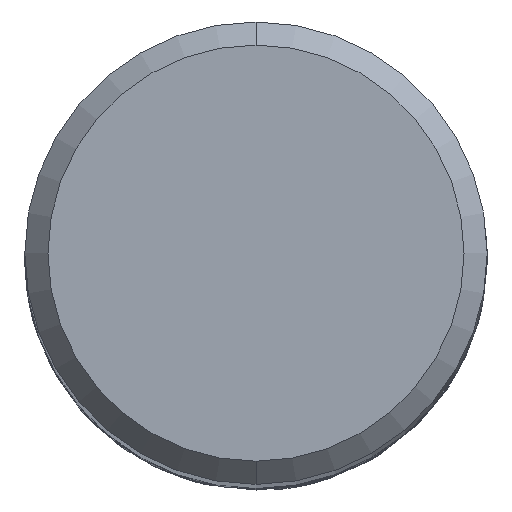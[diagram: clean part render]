
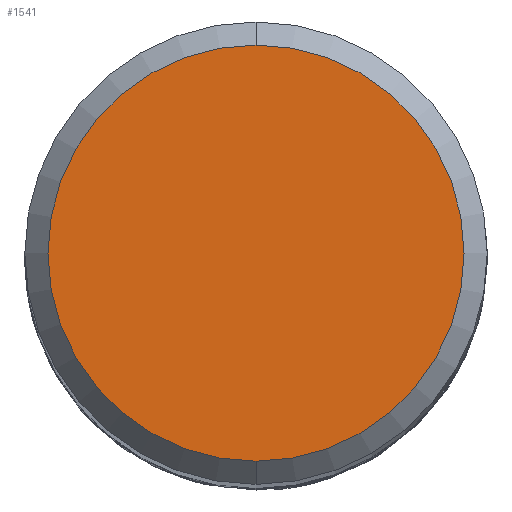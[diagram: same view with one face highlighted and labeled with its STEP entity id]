
A CAD part, top view. The second image highlights one B-rep face of the part: STEP entity #1541.
In plain terms, the highlighted planar face has unit normal (0, 0, 1).
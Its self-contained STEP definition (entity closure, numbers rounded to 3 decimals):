
#997=EDGE_CURVE('',#1129,#1597,#2180,.T.);
#1017=EDGE_CURVE('',#1597,#1129,#2201,.T.);
#1129=VERTEX_POINT('',#2322);
#1541=ADVANCED_FACE('',(#2768),#2769,.T.);
#1597=VERTEX_POINT('',#2834);
#2180=CIRCLE('',#7553,3.6);
#2201=CIRCLE('',#7610,3.6);
#2322=CARTESIAN_POINT('',(0.,-3.6,0.0));
#2768=FACE_OUTER_BOUND('',#14220,.T.);
#2769=PLANE('',#14221);
#2834=CARTESIAN_POINT('',(0.0,3.6,0.0));
#7553=AXIS2_PLACEMENT_3D('',#17100,#17101,#17102);
#7610=AXIS2_PLACEMENT_3D('',#17117,#17118,#17119);
#14220=EDGE_LOOP('',(#17625,#17626));
#14221=AXIS2_PLACEMENT_3D('',#17627,#17628,#17629);
#17100=CARTESIAN_POINT('',(0.0,0.0,0.0));
#17101=DIRECTION('',(0.0,0.0,-1.0));
#17102=DIRECTION('',(0.0,1.0,0.0));
#17117=CARTESIAN_POINT('',(0.0,0.0,0.0));
#17118=DIRECTION('',(0.0,0.0,-1.0));
#17119=DIRECTION('',(0.0,1.0,0.0));
#17625=ORIENTED_EDGE('',*,*,#1017,.F.);
#17626=ORIENTED_EDGE('',*,*,#997,.F.);
#17627=CARTESIAN_POINT('',(0.0,1.8,0.0));
#17628=DIRECTION('',(-0.0,0.0,1.0));
#17629=DIRECTION('',(0.0,-1.0,0.0));
